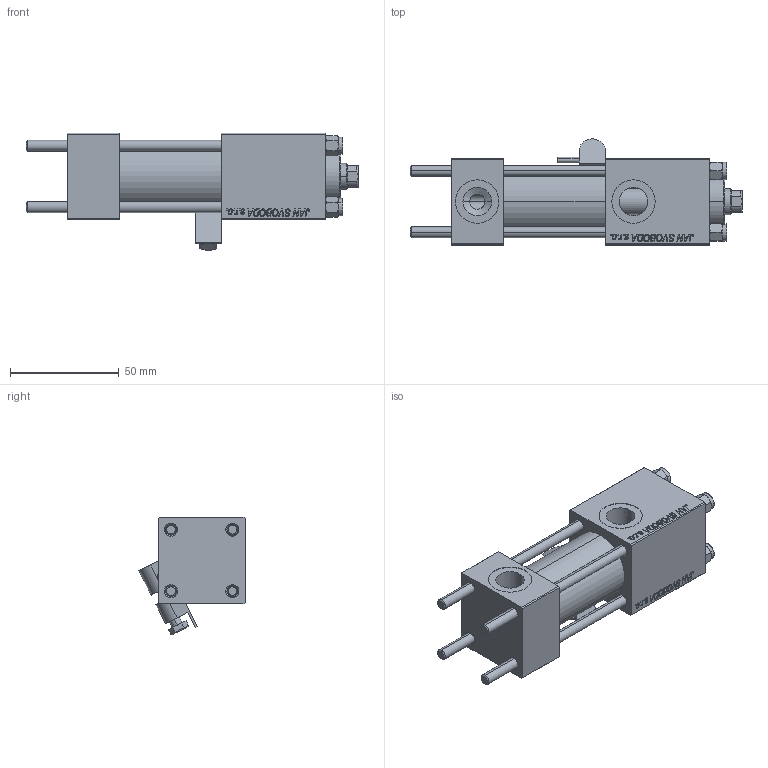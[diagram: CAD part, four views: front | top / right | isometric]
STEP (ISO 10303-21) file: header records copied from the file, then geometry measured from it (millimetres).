
FILE_DESCRIPTION (( 'STEP AP203' ), '1' );
FILE_NAME ('e041.STEP', '2023-08-26T15:46:02', ( '' ), ( '' ), 'SwSTEP 2.0', 'SolidWorks 2019', '' );
FILE_SCHEMA (( 'CONFIG_CONTROL_DESIGN' ));
Length unit declared in the file: millimetre
Products named in the file (7): V215CR_VCP a575edf7cea07b15624d72d370e3962b; e041; NUT_M5 a575edf7cea07b15624d72d370e3962b; V215CR_BODY_A a575edf7cea07b15624d72d370e3962b; MSRF_MSRG1 a575edf7cea07b15624d72d370e3962b; V215_VC_A a575edf7cea07b15624d72d370e3962b; CR025_012_A_0_G_A_G_M_020_+#_##_TYCINKA a575edf7cea07b15624d72d370e3962b
Assembly tree (12 placements, depth 2):
  e041
    V215CR_BODY_A a575edf7cea07b15624d72d370e3962b
    CR025_012_A_0_G_A_G_M_020_+#_##_TYCINKA a575edf7cea07b15624d72d370e3962b  x4
    NUT_M5 a575edf7cea07b15624d72d370e3962b  x4
    V215CR_VCP a575edf7cea07b15624d72d370e3962b
    V215_VC_A a575edf7cea07b15624d72d370e3962b
    MSRF_MSRG1 a575edf7cea07b15624d72d370e3962b
Bounding box: 153 x 48.93 x 54.35 mm (x, y, z)
Volume: 148274.6 mm3; surface area: 60947.2 mm2
Topology: 12 solids, 12 shells, 1163 faces, 2922 edges, 1893 vertices
Faces by surface type: plane 535, bspline 392, cone 136, cylinder 92, torus 8
Entity records: 50819 total; most frequent: CARTESIAN_POINT 27210, ORIENTED_EDGE 5336, DIRECTION 3370, EDGE_CURVE 2668, VERTEX_POINT 1749, VECTOR 1632, LINE 1632, EDGE_LOOP 1173
